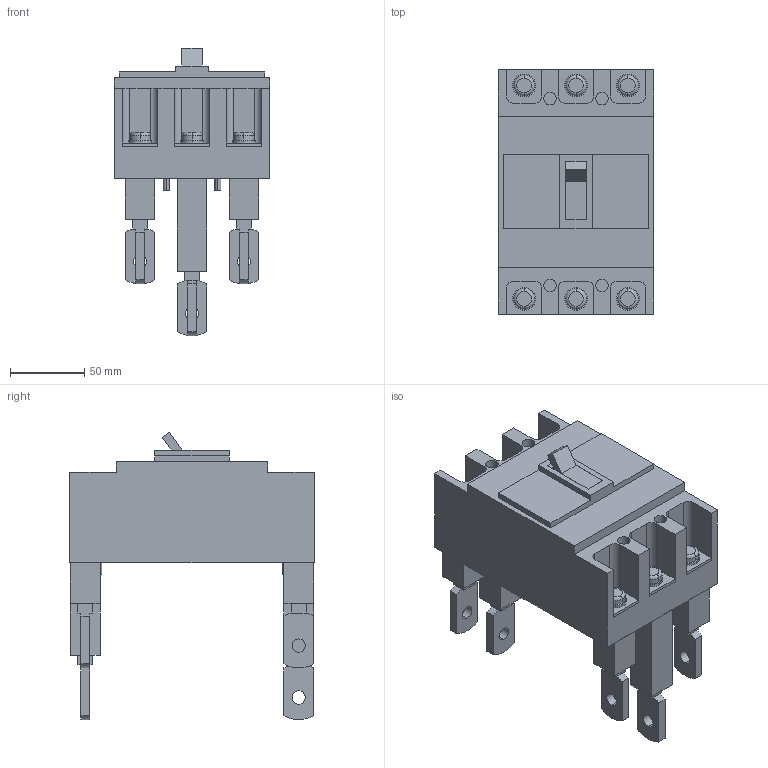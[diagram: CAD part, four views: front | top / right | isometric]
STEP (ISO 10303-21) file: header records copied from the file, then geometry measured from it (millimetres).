
FILE_DESCRIPTION(('CoCreate Modeling STEP Export'),'2;1');
FILE_NAME('Ｓ２２５ＮＦ３Ｒ.stp','2016-03-31T13:36:58',(''),(''),'CoCreate Modeling STEP processor for AP214 (Solid Model)','CoCreate Modeling 17.0 01-Apr-2010 (C) Parametric Technology GmbH','');
FILE_SCHEMA(('AUTOMOTIVE_DESIGN { 1 0 10303 214 1 1 1 1 }'));
Length unit declared in the file: millimetre
Products named in the file (9): p2.2; p3.3; p4; p3.2; p2.1; p2.3; p2; p1; Ｓ２２５ＮＦ３Ｒ
Assembly tree (17 placements, depth 2):
  Ｓ２２５ＮＦ３Ｒ
    p1
    p3.3  x3
    p3.2  x3
    p4  x6
    p2
    p2.3
    p2.1
    p2.2
Bounding box: 105 x 165 x 193.99 mm (x, y, z)
Volume: 1164194.7 mm3; surface area: 137803.5 mm2
Topology: 17 solids, 17 shells, 392 faces, 914 edges, 596 vertices
Faces by surface type: plane 228, cylinder 152, torus 12
Entity records: 9008 total; most frequent: ORIENTED_EDGE 1416, CARTESIAN_POINT 1337, DIRECTION 1270, EDGE_CURVE 708, VECTOR 480, LINE 480, VERTEX_POINT 462, AXIS2_PLACEMENT_3D 395
